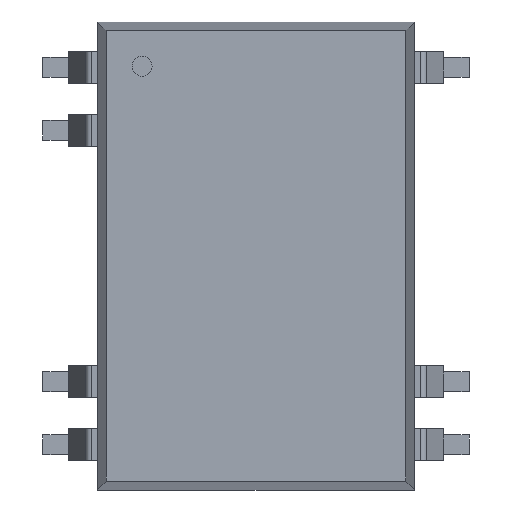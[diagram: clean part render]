
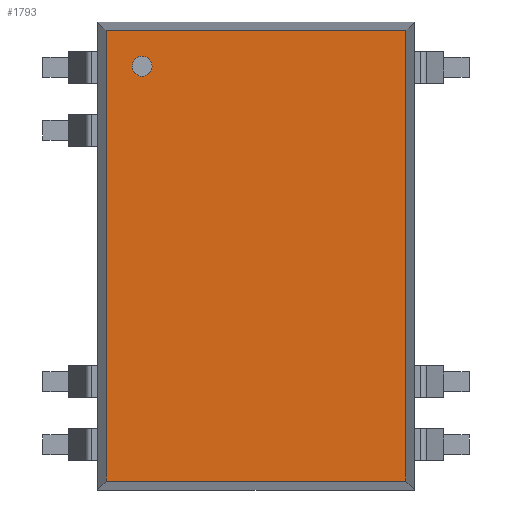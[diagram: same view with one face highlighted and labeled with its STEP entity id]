
A CAD part, top view. The second image highlights one B-rep face of the part: STEP entity #1793.
In plain terms, the highlighted planar face has unit normal (0, 0, 1).
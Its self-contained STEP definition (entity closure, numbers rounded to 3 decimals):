
#856=CARTESIAN_POINT('',(-6.049,-9.099,8.695));
#857=VERTEX_POINT('',#856);
#864=CARTESIAN_POINT('',(-6.049,9.099,8.695));
#865=VERTEX_POINT('',#864);
#866=CARTESIAN_POINT('',(-6.049,-9.45,8.695));
#867=DIRECTION('',(0.0,1.0,0.0));
#868=VECTOR('',#867,1.0);
#869=LINE('',#866,#868);
#870=EDGE_CURVE('n� 1027',#857,#865,#869,.T.);
#974=CARTESIAN_POINT('',(6.049,-9.099,8.695));
#975=VERTEX_POINT('',#974);
#976=CARTESIAN_POINT('',(6.4,-9.099,8.695));
#977=DIRECTION('',(-1.0,0.0,0.0));
#978=VECTOR('',#977,1.0);
#979=LINE('',#976,#978);
#980=EDGE_CURVE('n� 955',#975,#857,#979,.T.);
#1354=CARTESIAN_POINT('',(6.049,9.099,8.695));
#1355=VERTEX_POINT('',#1354);
#1362=CARTESIAN_POINT('',(6.049,9.45,8.695));
#1363=DIRECTION('',(-0.0,-1.0,-0.0));
#1364=VECTOR('',#1363,1.0);
#1365=LINE('',#1362,#1364);
#1366=EDGE_CURVE('n� 638',#1355,#975,#1365,.T.);
#1442=CARTESIAN_POINT('',(-6.4,9.099,8.695));
#1443=DIRECTION('',(1.0,-0.0,-0.0));
#1444=VECTOR('',#1443,1.0);
#1445=LINE('',#1442,#1444);
#1446=EDGE_CURVE('n� 568',#865,#1355,#1445,.T.);
#1771=ORIENTED_EDGE('',*,*,#1446,.F.);
#1772=ORIENTED_EDGE('',*,*,#870,.F.);
#1773=ORIENTED_EDGE('',*,*,#980,.F.);
#1774=ORIENTED_EDGE('',*,*,#1366,.F.);
#1775=EDGE_LOOP('',(#1771,#1772,#1773,#1774));
#1776=FACE_OUTER_BOUND('',#1775,.T.);
#1777=CARTESIAN_POINT('',(-4.6,8.05,8.695));
#1778=VERTEX_POINT('',#1777);
#1779=CARTESIAN_POINT('',(-4.6,7.65,8.695));
#1780=DIRECTION('',(0.0,-0.0,1.0));
#1781=DIRECTION('',(0.0,1.0,0.0));
#1782=AXIS2_PLACEMENT_3D('',#1779,#1780,#1781);
#1783=CIRCLE('',#1782,0.4);
#1784=EDGE_CURVE('n� 1461',#1778,#1778,#1783,.T.);
#1785=ORIENTED_EDGE('',*,*,#1784,.F.);
#1786=EDGE_LOOP('',(#1785));
#1787=FACE_BOUND('',#1786,.T.);
#1788=CARTESIAN_POINT('',(0.0,-0.0,8.695));
#1789=DIRECTION('',(-0.0,0.0,-1.0));
#1790=DIRECTION('',(-1.0,0.0,0.0));
#1791=AXIS2_PLACEMENT_3D('',#1788,#1789,#1790);
#1792=PLANE('',#1791);
#1793=ADVANCED_FACE('n� 1453',(#1776,#1787),#1792,.F.);
